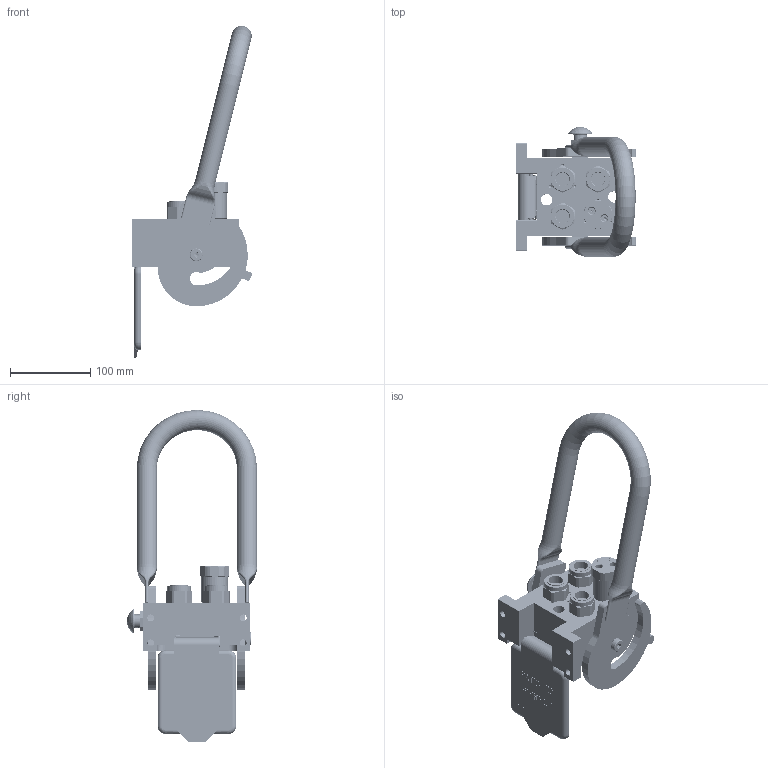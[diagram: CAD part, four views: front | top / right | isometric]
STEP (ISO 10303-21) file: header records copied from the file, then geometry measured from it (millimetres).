
FILE_DESCRIPTION (( 'STEP AP214' ), '1' );
FILE_NAME ('FASTER.step', '2023-02-27T10:53:03', ( '' ), ( '' ), 'SwSTEP 2.0', 'SolidWorks 2017', '' );
FILE_SCHEMA (( 'AUTOMOTIVE_DESIGN' ));
Length unit declared in the file: millimetre
Products named in the file (32): 4830_022_0000_011; 4830_024_5000_000; 0048_042_0412_000; or1_5x7_m; curs_molla_12; 4142_072_1000_300; 4830_013_3000_030; et011; 4830_025_1000_000; 4830_024_5000_000^4830_024_5000_000; 4830_070_0000_001; 4820_001_0004_000; 4830_001_0005_300; A_2ffnb12_gas_f; 0048_317_1000_000; 2ffnb12_gas_f; 4830_025_0000_001; 4810_001_0001_014; 4340_014_0000_000; 4830_025_2000_000; 4840_024_1000_020; 4840_024_1000_010; 4830_020_0000_022; P508_F_V_BASE; 4830_001_0005_301; A_2ffngs12_aa_f; 2ffngs12_aa_f; sicura_p5; FASTER; 4830_024_1000_011
Assembly tree (35 placements, depth 4):
  4830_024_5000_000^4830_024_5000_000
  FASTER
    P508_F_V_BASE
      4830_020_0000_022
      4830_025_1000_000
      4830_070_0000_001
      4820_001_0004_000
      4810_001_0001_014
      4830_001_0005_300
      4830_001_0005_301
      4830_022_0000_011
      4830_013_3000_030  x2
      0048_317_1000_000  x2
    A_2ffnb12_gas_f  x3
      curs_molla_12
        4340_014_0000_000
        4142_072_1000_300
      2ffnb12_gas_f
        2ffnb12_gas_f
    A_2ffngs12_aa_f
      curs_molla_12
        4340_014_0000_000
        4142_072_1000_300
      2ffngs12_aa_f
        2ffngs12_aa_f
    4830_024_5000_000
      sicura_p5
        4830_025_0000_001
        or1_5x7_m
        0048_042_0412_000
      4830_024_1000_011
      4840_024_1000_010
      4840_024_1000_020
      4830_025_2000_000
    et011
Bounding box: 149.01 x 161.73 x 412.71 mm (x, y, z)
Volume: 269796.7 mm3; surface area: 358511.9 mm2
Topology: 24 solids, 69 shells, 4034 faces, 10420 edges, 6601 vertices
Faces by surface type: plane 2127, cylinder 796, cone 457, torus 302, bspline 289, sphere 63
Entity records: 144619 total; most frequent: CARTESIAN_POINT 55880, ORIENTED_EDGE 17115, DIRECTION 15767, EDGE_CURVE 8655, LINE 5829, VECTOR 5829, VERTEX_POINT 5514, AXIS2_PLACEMENT_3D 4969
